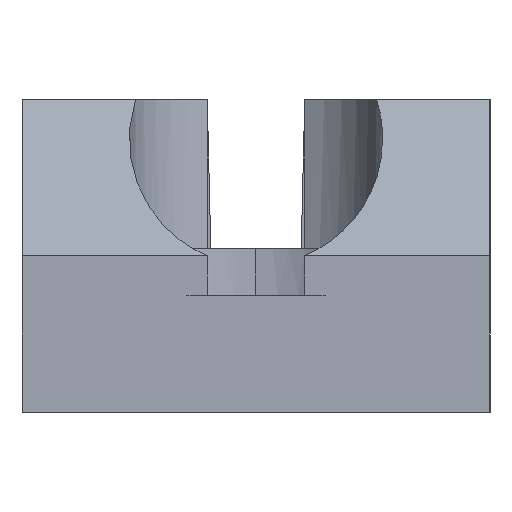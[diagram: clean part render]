
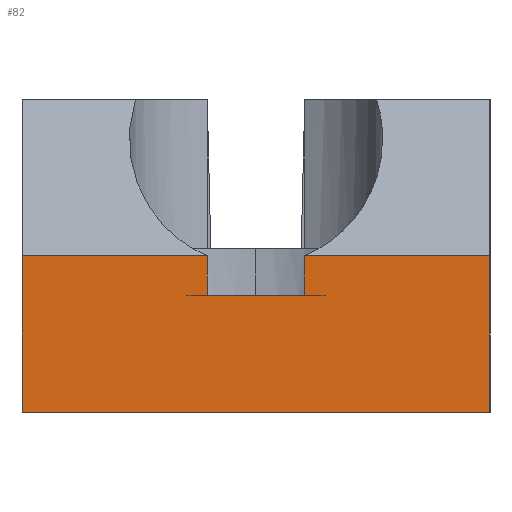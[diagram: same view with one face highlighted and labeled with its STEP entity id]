
A CAD part, left-side view. The second image highlights one B-rep face of the part: STEP entity #82.
In plain terms, the highlighted planar face has unit normal (-1, 0, 0).
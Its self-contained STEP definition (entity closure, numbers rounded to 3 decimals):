
#14 = LINE ( 'NONE', #319, #33 ) ;
#19 = DIRECTION ( 'NONE',  ( 0., 0., -1. ) ) ;
#33 = VECTOR ( 'NONE', #937, 1000. ) ;
#45 = ORIENTED_EDGE ( 'NONE', *, *, #822, .F. ) ;
#50 = VERTEX_POINT ( 'NONE', #405 ) ;
#65 = CARTESIAN_POINT ( 'NONE',  ( -36., -1.25, -9.192 ) ) ;
#77 = EDGE_CURVE ( 'NONE', #50, #972, #277, .T. ) ;
#82 = ADVANCED_FACE ( 'NONE', ( #593 ), #910, .F. ) ;
#95 = CARTESIAN_POINT ( 'NONE',  ( -36., 6., 4.018 ) ) ;
#98 = CARTESIAN_POINT ( 'NONE',  ( -36., -6., 4.2 ) ) ;
#130 = LINE ( 'NONE', #153, #857 ) ;
#141 = EDGE_CURVE ( 'NONE', #50, #726, #975, .T. ) ;
#149 = ORIENTED_EDGE ( 'NONE', *, *, #77, .F. ) ;
#152 = CARTESIAN_POINT ( 'NONE',  ( -36., 6., 0. ) ) ;
#153 = CARTESIAN_POINT ( 'NONE',  ( -36., 1.25, -9.192 ) ) ;
#161 = DIRECTION ( 'NONE',  ( 0., -1., 0. ) ) ;
#170 = DIRECTION ( 'NONE',  ( 0., -1., 0. ) ) ;
#192 = ORIENTED_EDGE ( 'NONE', *, *, #473, .T. ) ;
#202 = DIRECTION ( 'NONE',  ( 0., 0., -1. ) ) ;
#277 = LINE ( 'NONE', #294, #460 ) ;
#294 = CARTESIAN_POINT ( 'NONE',  ( -36., 6., 4.018 ) ) ;
#295 = LINE ( 'NONE', #453, #577 ) ;
#297 = ORIENTED_EDGE ( 'NONE', *, *, #680, .T. ) ;
#304 = VERTEX_POINT ( 'NONE', #466 ) ;
#319 = CARTESIAN_POINT ( 'NONE',  ( -36., 6., 0. ) ) ;
#331 = ORIENTED_EDGE ( 'NONE', *, *, #733, .F. ) ;
#334 = CARTESIAN_POINT ( 'NONE',  ( -36., -6., 4.018 ) ) ;
#354 = CARTESIAN_POINT ( 'NONE',  ( -36., 1.25, 3. ) ) ;
#370 = DIRECTION ( 'NONE',  ( 0., 0., -1. ) ) ;
#405 = CARTESIAN_POINT ( 'NONE',  ( -36., -1.25, 4.018 ) ) ;
#410 = ORIENTED_EDGE ( 'NONE', *, *, #965, .F. ) ;
#415 = CARTESIAN_POINT ( 'NONE',  ( -36., 6., 4.018 ) ) ;
#434 = EDGE_LOOP ( 'NONE', ( #331, #192, #45, #297, #823, #410, #149, #723 ) ) ;
#435 = DIRECTION ( 'NONE',  ( 0., 0., -1. ) ) ;
#439 = VERTEX_POINT ( 'NONE', #354 ) ;
#444 = DIRECTION ( 'NONE',  ( 0., -1., 0. ) ) ;
#453 = CARTESIAN_POINT ( 'NONE',  ( -36., 6., 4.2 ) ) ;
#460 = VECTOR ( 'NONE', #444, 1000. ) ;
#465 = LINE ( 'NONE', #95, #560 ) ;
#466 = CARTESIAN_POINT ( 'NONE',  ( -36., -6., 0. ) ) ;
#473 = EDGE_CURVE ( 'NONE', #439, #844, #130, .T. ) ;
#560 = VECTOR ( 'NONE', #170, 1000. ) ;
#572 = VERTEX_POINT ( 'NONE', #152 ) ;
#577 = VECTOR ( 'NONE', #370, 1000. ) ;
#593 = FACE_OUTER_BOUND ( 'NONE', #434, .T. ) ;
#598 = DIRECTION ( 'NONE',  ( 1., 0., 0. ) ) ;
#599 = CARTESIAN_POINT ( 'NONE',  ( -36., -1.25, 3. ) ) ;
#633 = VECTOR ( 'NONE', #19, 1000. ) ;
#659 = VECTOR ( 'NONE', #161, 1000. ) ;
#680 = EDGE_CURVE ( 'NONE', #979, #572, #295, .T. ) ;
#682 = CARTESIAN_POINT ( 'NONE',  ( -36., 1.25, 4.018 ) ) ;
#723 = ORIENTED_EDGE ( 'NONE', *, *, #141, .T. ) ;
#726 = VERTEX_POINT ( 'NONE', #599 ) ;
#733 = EDGE_CURVE ( 'NONE', #439, #726, #977, .T. ) ;
#736 = AXIS2_PLACEMENT_3D ( 'NONE', #825, #598, #202 ) ;
#778 = LINE ( 'NONE', #98, #633 ) ;
#822 = EDGE_CURVE ( 'NONE', #979, #844, #465, .T. ) ;
#823 = ORIENTED_EDGE ( 'NONE', *, *, #959, .T. ) ;
#824 = VECTOR ( 'NONE', #435, 1000. ) ;
#825 = CARTESIAN_POINT ( 'NONE',  ( -36., 6., 4.2 ) ) ;
#844 = VERTEX_POINT ( 'NONE', #682 ) ;
#851 = CARTESIAN_POINT ( 'NONE',  ( -36., 6., 3. ) ) ;
#857 = VECTOR ( 'NONE', #926, 1000. ) ;
#910 = PLANE ( 'NONE',  #736 ) ;
#926 = DIRECTION ( 'NONE',  ( 0., 0., 1. ) ) ;
#937 = DIRECTION ( 'NONE',  ( 0., -1., 0. ) ) ;
#959 = EDGE_CURVE ( 'NONE', #572, #304, #14, .T. ) ;
#965 = EDGE_CURVE ( 'NONE', #972, #304, #778, .T. ) ;
#972 = VERTEX_POINT ( 'NONE', #334 ) ;
#975 = LINE ( 'NONE', #65, #824 ) ;
#977 = LINE ( 'NONE', #851, #659 ) ;
#979 = VERTEX_POINT ( 'NONE', #415 ) ;
